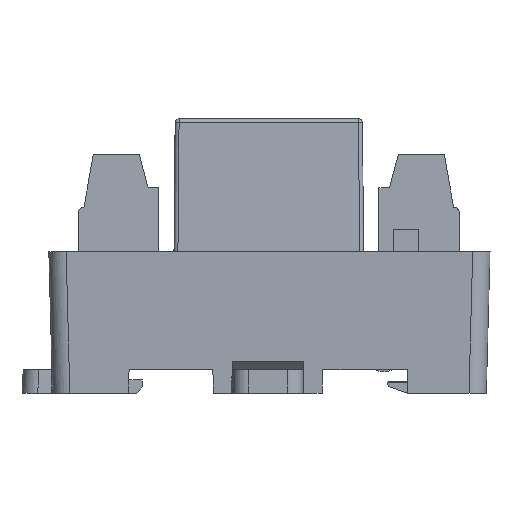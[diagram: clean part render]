
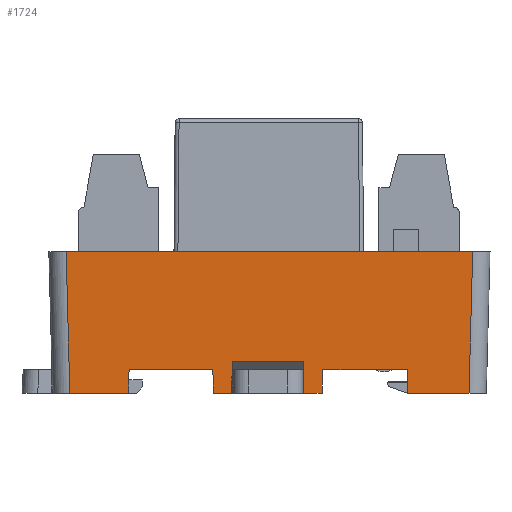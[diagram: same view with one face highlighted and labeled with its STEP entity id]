
A CAD part, left-side view. The second image highlights one B-rep face of the part: STEP entity #1724.
In plain terms, the highlighted planar face has unit normal (-1, 0, -0.026).
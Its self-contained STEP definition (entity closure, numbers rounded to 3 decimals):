
#1186=FACE_OUTER_BOUND('',#3186,.T.);
#1724=ADVANCED_FACE('',(#1186),#2304,.T.);
#2304=PLANE('',#11786);
#3186=EDGE_LOOP('',(#4041,#4042,#4043,#4044,#4045,#4046,#4047,#4048,#4049,
#4050,#4051,#4052,#4053,#4054,#4055,#4056));
#4041=ORIENTED_EDGE('',*,*,#8039,.T.);
#4042=ORIENTED_EDGE('',*,*,#8011,.T.);
#4043=ORIENTED_EDGE('',*,*,#8040,.T.);
#4044=ORIENTED_EDGE('',*,*,#8041,.T.);
#4045=ORIENTED_EDGE('',*,*,#8042,.T.);
#4046=ORIENTED_EDGE('',*,*,#8043,.F.);
#4047=ORIENTED_EDGE('',*,*,#8044,.T.);
#4048=ORIENTED_EDGE('',*,*,#8045,.T.);
#4049=ORIENTED_EDGE('',*,*,#8046,.F.);
#4050=ORIENTED_EDGE('',*,*,#8035,.T.);
#4051=ORIENTED_EDGE('',*,*,#8047,.F.);
#4052=ORIENTED_EDGE('',*,*,#8048,.T.);
#4053=ORIENTED_EDGE('',*,*,#8049,.F.);
#4054=ORIENTED_EDGE('',*,*,#8050,.T.);
#4055=ORIENTED_EDGE('',*,*,#8051,.F.);
#4056=ORIENTED_EDGE('',*,*,#8052,.T.);
#7007=VERTEX_POINT('',#15797);
#7008=VERTEX_POINT('',#15798);
#7031=VERTEX_POINT('',#15846);
#7032=VERTEX_POINT('',#15847);
#7035=VERTEX_POINT('',#15855);
#7036=VERTEX_POINT('',#15857);
#7037=VERTEX_POINT('',#15859);
#7038=VERTEX_POINT('',#15861);
#7039=VERTEX_POINT('',#15863);
#7040=VERTEX_POINT('',#15865);
#7041=VERTEX_POINT('',#15867);
#7042=VERTEX_POINT('',#15870);
#7043=VERTEX_POINT('',#15872);
#7044=VERTEX_POINT('',#15874);
#7045=VERTEX_POINT('',#15876);
#7046=VERTEX_POINT('',#15878);
#8011=EDGE_CURVE('',#7007,#7008,#9477,.T.);
#8035=EDGE_CURVE('',#7031,#7032,#9501,.T.);
#8039=EDGE_CURVE('',#7035,#7007,#9505,.T.);
#8040=EDGE_CURVE('',#7008,#7036,#9506,.T.);
#8041=EDGE_CURVE('',#7036,#7037,#9507,.T.);
#8042=EDGE_CURVE('',#7037,#7038,#9508,.T.);
#8043=EDGE_CURVE('',#7039,#7038,#9509,.T.);
#8044=EDGE_CURVE('',#7039,#7040,#9510,.T.);
#8045=EDGE_CURVE('',#7040,#7041,#9511,.T.);
#8046=EDGE_CURVE('',#7031,#7041,#9512,.T.);
#8047=EDGE_CURVE('',#7042,#7032,#9513,.T.);
#8048=EDGE_CURVE('',#7042,#7043,#9514,.T.);
#8049=EDGE_CURVE('',#7044,#7043,#9515,.T.);
#8050=EDGE_CURVE('',#7044,#7045,#9516,.T.);
#8051=EDGE_CURVE('',#7046,#7045,#9517,.T.);
#8052=EDGE_CURVE('',#7046,#7035,#9518,.T.);
#9477=LINE('',#15796,#10684);
#9501=LINE('',#15845,#10708);
#9505=LINE('',#15854,#10712);
#9506=LINE('',#15856,#10713);
#9507=LINE('',#15858,#10714);
#9508=LINE('',#15860,#10715);
#9509=LINE('',#15862,#10716);
#9510=LINE('',#15864,#10717);
#9511=LINE('',#15866,#10718);
#9512=LINE('',#15868,#10719);
#9513=LINE('',#15869,#10720);
#9514=LINE('',#15871,#10721);
#9515=LINE('',#15873,#10722);
#9516=LINE('',#15875,#10723);
#9517=LINE('',#15877,#10724);
#9518=LINE('',#15879,#10725);
#10684=VECTOR('',#12730,1.);
#10708=VECTOR('',#12756,1.);
#10712=VECTOR('',#12762,1.);
#10713=VECTOR('',#12763,1.);
#10714=VECTOR('',#12764,1.);
#10715=VECTOR('',#12765,1.);
#10716=VECTOR('',#12766,1.);
#10717=VECTOR('',#12767,1.);
#10718=VECTOR('',#12768,1.);
#10719=VECTOR('',#12769,1.);
#10720=VECTOR('',#12770,1.);
#10721=VECTOR('',#12771,1.);
#10722=VECTOR('',#12772,1.);
#10723=VECTOR('',#12773,1.);
#10724=VECTOR('',#12774,1.);
#10725=VECTOR('',#12775,1.);
#11786=AXIS2_PLACEMENT_3D('',#15880,#12776,#12777);
#12730=DIRECTION('',(0.,-1.,0.));
#12756=DIRECTION('',(0.,-1.,0.));
#12762=DIRECTION('',(-0.026,-0.035,0.999));
#12763=DIRECTION('',(0.026,-0.017,-1.));
#12764=DIRECTION('',(0.,-1.,0.));
#12765=DIRECTION('',(-0.026,-0.026,0.999));
#12766=DIRECTION('',(0.,-1.,0.));
#12767=DIRECTION('',(0.026,-0.026,-0.999));
#12768=DIRECTION('',(0.,-1.,0.));
#12769=DIRECTION('',(0.026,0.017,-1.));
#12770=DIRECTION('',(-0.026,0.035,0.999));
#12771=DIRECTION('',(0.,-1.,0.));
#12772=DIRECTION('',(0.026,0.009,-1.));
#12773=DIRECTION('',(0.,-1.,0.));
#12774=DIRECTION('',(-0.026,0.009,1.));
#12775=DIRECTION('',(0.,-1.,0.));
#12776=DIRECTION('',(-1.,0.,-0.026));
#12777=DIRECTION('',(-0.026,0.,1.));
#15796=CARTESIAN_POINT('',(-453.428,182.554,193.292));
#15797=CARTESIAN_POINT('',(-453.428,175.554,193.292));
#15798=CARTESIAN_POINT('',(-453.428,164.804,193.292));
#15845=CARTESIAN_POINT('',(-453.428,182.554,193.292));
#15846=CARTESIAN_POINT('',(-453.428,200.204,193.292));
#15847=CARTESIAN_POINT('',(-453.428,189.554,193.292));
#15854=CARTESIAN_POINT('',(-453.815,175.039,208.044));
#15855=CARTESIAN_POINT('',(-453.35,175.659,190.292));
#15856=CARTESIAN_POINT('',(-453.829,165.071,208.585));
#15857=CARTESIAN_POINT('',(-453.35,164.752,190.292));
#15858=CARTESIAN_POINT('',(-453.35,182.054,190.292));
#15859=CARTESIAN_POINT('',(-453.35,156.975,190.292));
#15860=CARTESIAN_POINT('',(-453.804,156.521,207.631));
#15861=CARTESIAN_POINT('',(-453.821,156.503,208.292));
#15862=CARTESIAN_POINT('',(-453.821,182.054,208.292));
#15863=CARTESIAN_POINT('',(-453.821,208.205,208.292));
#15864=CARTESIAN_POINT('',(-453.804,208.188,207.631));
#15865=CARTESIAN_POINT('',(-453.35,207.734,190.292));
#15866=CARTESIAN_POINT('',(-453.35,182.554,190.292));
#15867=CARTESIAN_POINT('',(-453.35,200.257,190.292));
#15868=CARTESIAN_POINT('',(-453.397,200.225,192.088));
#15869=CARTESIAN_POINT('',(-453.397,189.512,192.089));
#15870=CARTESIAN_POINT('',(-453.35,189.45,190.292));
#15871=CARTESIAN_POINT('',(-453.35,182.554,190.292));
#15872=CARTESIAN_POINT('',(-453.35,187.13,190.292));
#15873=CARTESIAN_POINT('',(-453.822,186.973,208.332));
#15874=CARTESIAN_POINT('',(-453.454,187.096,194.291));
#15875=CARTESIAN_POINT('',(-453.454,182.054,194.291));
#15876=CARTESIAN_POINT('',(-453.454,178.013,194.291));
#15877=CARTESIAN_POINT('',(-453.822,178.135,208.323));
#15878=CARTESIAN_POINT('',(-453.35,177.978,190.292));
#15879=CARTESIAN_POINT('',(-453.35,182.554,190.292));
#15880=CARTESIAN_POINT('',(-453.821,182.054,208.289));
